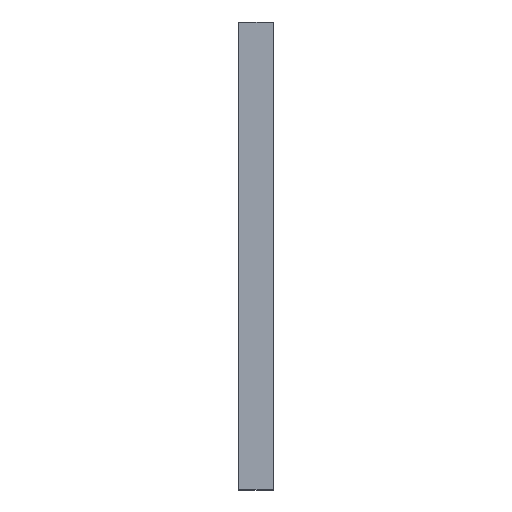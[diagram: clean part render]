
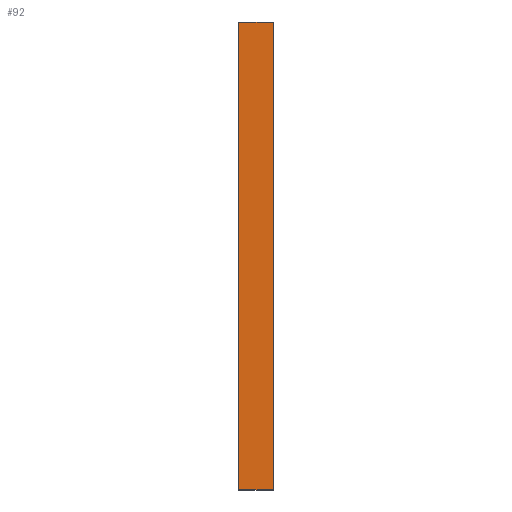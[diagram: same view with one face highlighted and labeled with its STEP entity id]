
A CAD part, left-side view. The second image highlights one B-rep face of the part: STEP entity #92.
In plain terms, the highlighted planar face has unit normal (-1, 0, 0).
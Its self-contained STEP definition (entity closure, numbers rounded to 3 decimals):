
#59 = CARTESIAN_POINT ( 'NONE',  ( -311., 0., -135. ) ) ;
#92 = ADVANCED_FACE ( 'NONE', ( #2327 ), #1491, .F. ) ;
#140 = ORIENTED_EDGE ( 'NONE', *, *, #986, .F. ) ;
#141 = CARTESIAN_POINT ( 'NONE',  ( -311., 20., 135. ) ) ;
#143 = ORIENTED_EDGE ( 'NONE', *, *, #1651, .T. ) ;
#164 = DIRECTION ( 'NONE',  ( 0., 0., 1. ) ) ;
#199 = VECTOR ( 'NONE', #608, 1000. ) ;
#403 = ORIENTED_EDGE ( 'NONE', *, *, #1668, .F. ) ;
#428 = VECTOR ( 'NONE', #1082, 1000. ) ;
#458 = LINE ( 'NONE', #1994, #428 ) ;
#566 = CARTESIAN_POINT ( 'NONE',  ( -311., 0., 135. ) ) ;
#608 = DIRECTION ( 'NONE',  ( 0., -1., 0. ) ) ;
#681 = LINE ( 'NONE', #1113, #199 ) ;
#735 = CARTESIAN_POINT ( 'NONE',  ( -311., 20., 135. ) ) ;
#774 = VERTEX_POINT ( 'NONE', #59 ) ;
#788 = DIRECTION ( 'NONE',  ( 1., 0., 0. ) ) ;
#986 = EDGE_CURVE ( 'NONE', #2001, #1026, #1298, .T. ) ;
#1026 = VERTEX_POINT ( 'NONE', #735 ) ;
#1044 = CARTESIAN_POINT ( 'NONE',  ( -311., 0., 135. ) ) ;
#1082 = DIRECTION ( 'NONE',  ( 0., -1., 0. ) ) ;
#1098 = ORIENTED_EDGE ( 'NONE', *, *, #1831, .T. ) ;
#1113 = CARTESIAN_POINT ( 'NONE',  ( -311., 20., -135. ) ) ;
#1157 = CARTESIAN_POINT ( 'NONE',  ( -311., 20., 135. ) ) ;
#1209 = VECTOR ( 'NONE', #164, 1000. ) ;
#1298 = LINE ( 'NONE', #141, #1955 ) ;
#1300 = VERTEX_POINT ( 'NONE', #566 ) ;
#1337 = AXIS2_PLACEMENT_3D ( 'NONE', #1157, #788, #1343 ) ;
#1343 = DIRECTION ( 'NONE',  ( 0., 0., -1. ) ) ;
#1354 = DIRECTION ( 'NONE',  ( 0., 0., 1. ) ) ;
#1491 = PLANE ( 'NONE',  #1337 ) ;
#1651 = EDGE_CURVE ( 'NONE', #774, #1300, #2317, .T. ) ;
#1668 = EDGE_CURVE ( 'NONE', #1026, #1300, #458, .T. ) ;
#1831 = EDGE_CURVE ( 'NONE', #2001, #774, #681, .T. ) ;
#1884 = EDGE_LOOP ( 'NONE', ( #143, #403, #140, #1098 ) ) ;
#1955 = VECTOR ( 'NONE', #1354, 1000. ) ;
#1994 = CARTESIAN_POINT ( 'NONE',  ( -311., 20., 135. ) ) ;
#2001 = VERTEX_POINT ( 'NONE', #2290 ) ;
#2290 = CARTESIAN_POINT ( 'NONE',  ( -311., 20., -135. ) ) ;
#2317 = LINE ( 'NONE', #1044, #1209 ) ;
#2327 = FACE_OUTER_BOUND ( 'NONE', #1884, .T. ) ;
